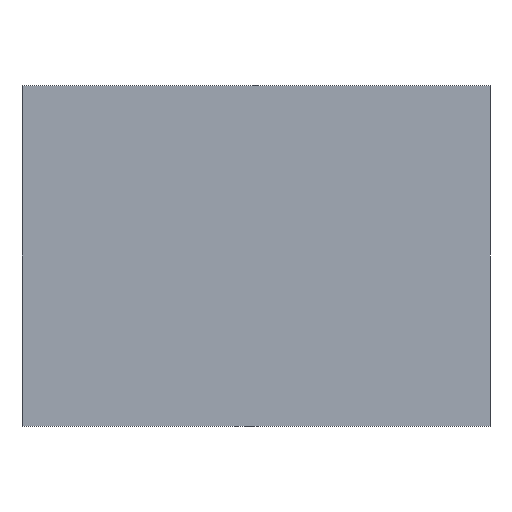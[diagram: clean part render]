
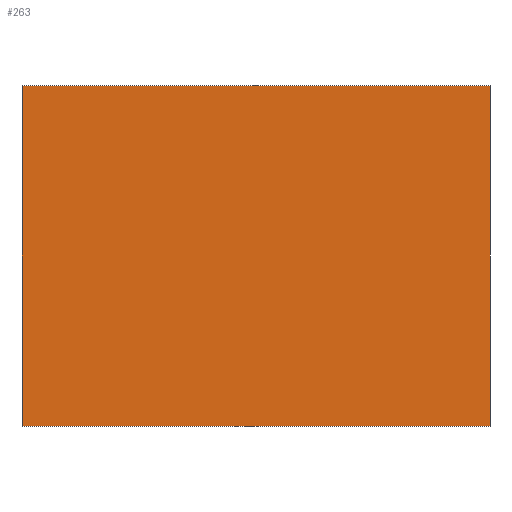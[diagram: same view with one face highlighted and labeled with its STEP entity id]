
A CAD part, front view. The second image highlights one B-rep face of the part: STEP entity #263.
In plain terms, the highlighted planar face has unit normal (0, -1, 0).
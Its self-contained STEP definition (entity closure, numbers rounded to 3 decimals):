
#38=PLANE('',#314);
#52=FACE_OUTER_BOUND('',#71,.T.);
#71=EDGE_LOOP('',(#224,#225,#226,#227));
#84=LINE('',#446,#104);
#91=LINE('',#460,#111);
#93=LINE('',#464,#113);
#95=LINE('',#467,#115);
#104=VECTOR('',#359,10.);
#111=VECTOR('',#372,10.);
#113=VECTOR('',#376,10.);
#115=VECTOR('',#380,10.);
#139=VERTEX_POINT('',#443);
#140=VERTEX_POINT('',#445);
#144=VERTEX_POINT('',#459);
#145=VERTEX_POINT('',#463);
#162=EDGE_CURVE('',#140,#139,#84,.T.);
#169=EDGE_CURVE('',#144,#140,#91,.T.);
#171=EDGE_CURVE('',#139,#145,#93,.T.);
#173=EDGE_CURVE('',#145,#144,#95,.T.);
#224=ORIENTED_EDGE('',*,*,#162,.T.);
#225=ORIENTED_EDGE('',*,*,#171,.T.);
#226=ORIENTED_EDGE('',*,*,#173,.T.);
#227=ORIENTED_EDGE('',*,*,#169,.T.);
#263=ADVANCED_FACE('',(#52),#38,.F.);
#314=AXIS2_PLACEMENT_3D('',#469,#383,#384);
#359=DIRECTION('',(1.,0.,0.));
#372=DIRECTION('',(0.,0.,-1.));
#376=DIRECTION('',(0.,0.,1.));
#380=DIRECTION('',(-1.,0.,0.));
#383=DIRECTION('center_axis',(0.,1.,0.));
#384=DIRECTION('ref_axis',(1.,0.,0.));
#443=CARTESIAN_POINT('',(5.5,0.,-4.));
#445=CARTESIAN_POINT('',(-5.5,0.,-4.));
#446=CARTESIAN_POINT('',(-5.5,0.,-4.));
#459=CARTESIAN_POINT('',(-5.5,0.,4.));
#460=CARTESIAN_POINT('',(-5.5,0.,4.));
#463=CARTESIAN_POINT('',(5.5,0.,4.));
#464=CARTESIAN_POINT('',(5.5,0.,-4.));
#467=CARTESIAN_POINT('',(5.5,0.,4.));
#469=CARTESIAN_POINT('Origin',(0.,0.,0.));
